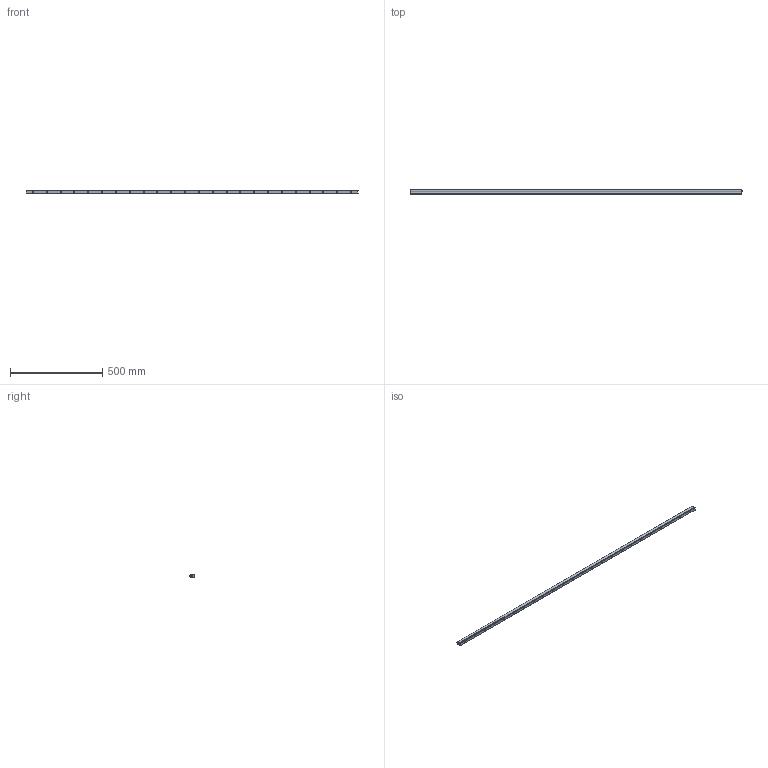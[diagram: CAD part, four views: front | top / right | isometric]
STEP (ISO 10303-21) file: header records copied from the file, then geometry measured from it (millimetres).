
FILE_DESCRIPTION ((), '1');
FILE_NAME ('WN00-316.stp', '2018-12-18T15:33:37', ('Unknown'), ('Unknown'), 'HarmonyWare STEP v2.0.5', 'Vectorworks', '');
FILE_SCHEMA (('CONFIG_CONTROL_DESIGN'));
Length unit declared in the file: millimetre
Products named in the file (3): NONE
Assembly tree (2 placements, depth 2):
  NONE
    NONE
    NONE
Bounding box: 1800 x 25.99 x 16 mm (x, y, z)
Volume: 572244.2 mm3; surface area: 173593.3 mm2
Topology: 2 solids, 2 shells, 61 faces, 196 edges, 139 vertices
Faces by surface type: bspline 61
Entity records: 6889 total; most frequent: CARTESIAN_POINT 5382, ORIENTED_EDGE 392, EDGE_CURVE 196, B_SPLINE_CURVE_WITH_KNOTS 141, VERTEX_POINT 139, EDGE_LOOP 109, FACE_OUTER_BOUND 61, ADVANCED_FACE 61
